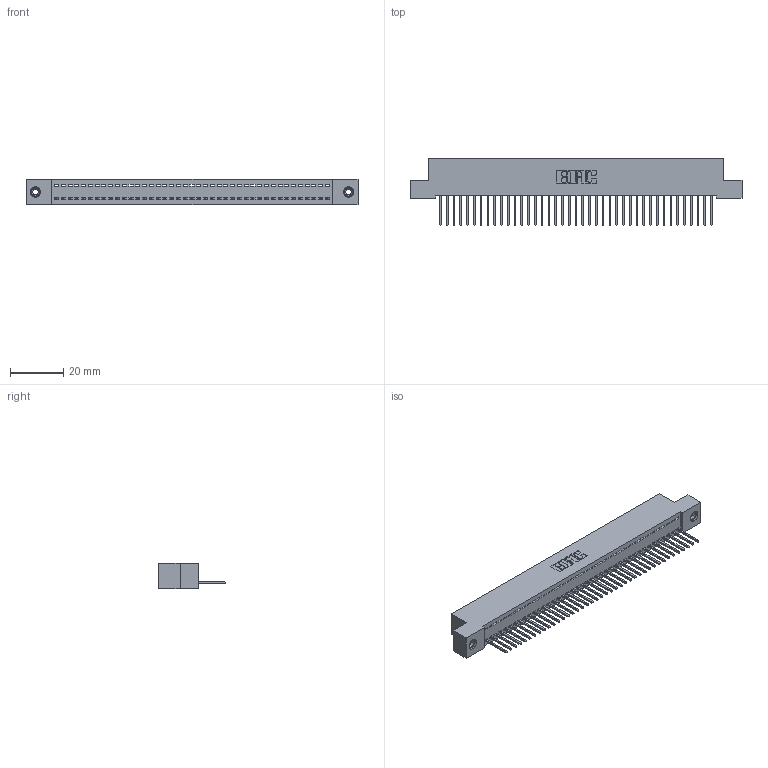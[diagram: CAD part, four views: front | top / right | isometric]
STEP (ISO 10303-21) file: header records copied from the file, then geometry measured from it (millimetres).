
FILE_DESCRIPTION (( 'STEP AP203' ), '1' );
FILE_NAME ('342-041-523-108.STEP', '2019-10-02T17:18:51', ( '' ), ( '' ), 'SwSTEP 2.0', 'SolidWorks 2016', '' );
FILE_SCHEMA (( 'CONFIG_CONTROL_DESIGN' ));
Length unit declared in the file: inch
Products named in the file (4): 342-041-523-108; 342 Part_TI; 345-292-001_345-293-123; 345-250-001_345-250-003-102
Assembly tree (44 placements, depth 2):
  342-041-523-108
    342 Part_TI
    345-292-001_345-293-123  x41
    345-250-001_345-250-003-102  x2
Bounding box: 124.46 x 25.15 x 9.4 mm (x, y, z)
Volume: 10887.4 mm3; surface area: 16025.9 mm2
Topology: 44 solids, 44 shells, 2548 faces, 7651 edges, 5038 vertices
Faces by surface type: plane 1820, cylinder 712, cone 12, torus 4
Entity records: 26266 total; most frequent: CARTESIAN_POINT 4512, ORIENTED_EDGE 4482, DIRECTION 3841, EDGE_CURVE 2241, LINE 2093, VECTOR 2093, VERTEX_POINT 1488, AXIS2_PLACEMENT_3D 874
